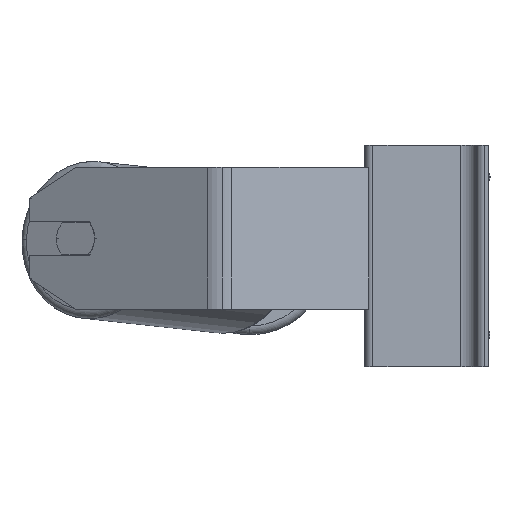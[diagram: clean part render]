
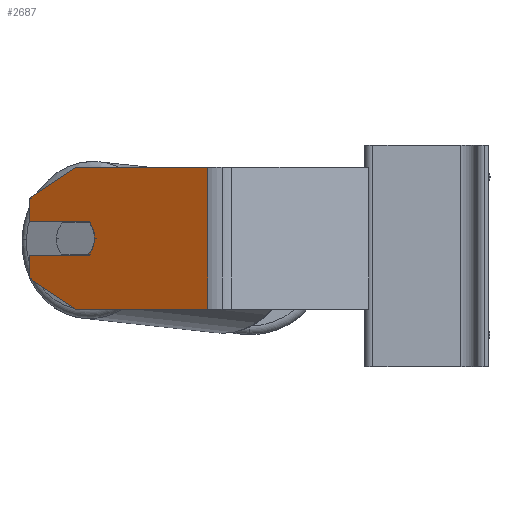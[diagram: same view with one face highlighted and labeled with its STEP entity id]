
A CAD part, left-side view. The second image highlights one B-rep face of the part: STEP entity #2687.
In plain terms, the highlighted planar face has unit normal (-0.866, 0.5, 0).
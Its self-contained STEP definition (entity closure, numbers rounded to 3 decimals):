
#267 = LINE ( 'NONE', #367, #5281 ) ;
#367 = CARTESIAN_POINT ( 'NONE',  ( -256.28, 207.314, -30. ) ) ;
#496 = ORIENTED_EDGE ( 'NONE', *, *, #4612, .T. ) ;
#510 = EDGE_CURVE ( 'NONE', #6864, #4780, #9507, .T. ) ;
#517 = LINE ( 'NONE', #9667, #4626 ) ;
#587 = ORIENTED_EDGE ( 'NONE', *, *, #1751, .F. ) ;
#659 = VERTEX_POINT ( 'NONE', #9085 ) ;
#707 = CARTESIAN_POINT ( 'NONE',  ( -256.28, 207.314, -12.679 ) ) ;
#773 = DIRECTION ( 'NONE',  ( -0.5, -0.866, 0. ) ) ;
#777 = LINE ( 'NONE', #1636, #7744 ) ;
#822 = VERTEX_POINT ( 'NONE', #2121 ) ;
#833 = DIRECTION ( 'NONE',  ( 0.5, 0.866, 0. ) ) ;
#836 = EDGE_LOOP ( 'NONE', ( #1261, #8577, #496, #4314, #1232, #10234, #7181, #4542, #1764, #587, #8765 ) ) ;
#889 = DIRECTION ( 'NONE',  ( 0., 0., -1. ) ) ;
#1070 = DIRECTION ( 'NONE',  ( 0., 0., -1. ) ) ;
#1074 = EDGE_CURVE ( 'NONE', #5157, #2947, #4986, .T. ) ;
#1232 = ORIENTED_EDGE ( 'NONE', *, *, #5161, .F. ) ;
#1261 = ORIENTED_EDGE ( 'NONE', *, *, #1074, .T. ) ;
#1523 = CARTESIAN_POINT ( 'NONE',  ( -256.28, 207.314, 0.5 ) ) ;
#1636 = CARTESIAN_POINT ( 'NONE',  ( -256.28, 207.314, 19.5 ) ) ;
#1741 = FACE_OUTER_BOUND ( 'NONE', #836, .T. ) ;
#1743 = EDGE_CURVE ( 'NONE', #8111, #9643, #3879, .T. ) ;
#1751 = EDGE_CURVE ( 'NONE', #8223, #6864, #2823, .T. ) ;
#1764 = ORIENTED_EDGE ( 'NONE', *, *, #510, .F. ) ;
#2006 = EDGE_CURVE ( 'NONE', #822, #659, #5929, .T. ) ;
#2086 = DIRECTION ( 'NONE',  ( -0.866, 0.5, 0. ) ) ;
#2121 = CARTESIAN_POINT ( 'NONE',  ( -314.429, 106.598, 50. ) ) ;
#2196 = DIRECTION ( 'NONE',  ( -0.5, -0.866, 0. ) ) ;
#2335 = EDGE_CURVE ( 'NONE', #2947, #8662, #5397, .T. ) ;
#2687 = ADVANCED_FACE ( 'NONE', ( #1741 ), #5029, .F. ) ;
#2823 = CIRCLE ( 'NONE', #5775, 12.5 ) ;
#2947 = VERTEX_POINT ( 'NONE', #707 ) ;
#3019 = AXIS2_PLACEMENT_3D ( 'NONE', #8369, #8314, #7007 ) ;
#3353 = VECTOR ( 'NONE', #889, 1000. ) ;
#3432 = CARTESIAN_POINT ( 'NONE',  ( -271.28, 181.334, -30. ) ) ;
#3576 = EDGE_CURVE ( 'NONE', #9304, #8111, #7634, .T. ) ;
#3853 = DIRECTION ( 'NONE',  ( -0.5, -0.866, 0. ) ) ;
#3879 = LINE ( 'NONE', #4677, #10407 ) ;
#4314 = ORIENTED_EDGE ( 'NONE', *, *, #2006, .F. ) ;
#4410 = VECTOR ( 'NONE', #6170, 1000. ) ;
#4542 = ORIENTED_EDGE ( 'NONE', *, *, #7839, .F. ) ;
#4612 = EDGE_CURVE ( 'NONE', #8662, #659, #267, .T. ) ;
#4615 = CARTESIAN_POINT ( 'NONE',  ( -275.342, 174.298, 19.5 ) ) ;
#4626 = VECTOR ( 'NONE', #3853, 1000. ) ;
#4677 = CARTESIAN_POINT ( 'NONE',  ( -256.28, 207.314, 50. ) ) ;
#4754 = CARTESIAN_POINT ( 'NONE',  ( -271.28, 181.334, 50. ) ) ;
#4780 = VERTEX_POINT ( 'NONE', #4615 ) ;
#4986 = LINE ( 'NONE', #5856, #3353 ) ;
#5029 = PLANE ( 'NONE',  #3019 ) ;
#5112 = CARTESIAN_POINT ( 'NONE',  ( -256.28, 207.314, 32.679 ) ) ;
#5157 = VERTEX_POINT ( 'NONE', #1523 ) ;
#5161 = EDGE_CURVE ( 'NONE', #9304, #822, #7284, .T. ) ;
#5281 = VECTOR ( 'NONE', #10074, 1000. ) ;
#5397 = LINE ( 'NONE', #10258, #4410 ) ;
#5548 = DIRECTION ( 'NONE',  ( -0.866, 0.5, 0. ) ) ;
#5775 = AXIS2_PLACEMENT_3D ( 'NONE', #8031, #5548, #8779 ) ;
#5856 = CARTESIAN_POINT ( 'NONE',  ( -256.28, 207.314, 50. ) ) ;
#5929 = LINE ( 'NONE', #7699, #7659 ) ;
#6170 = DIRECTION ( 'NONE',  ( -0.433, -0.75, -0.5 ) ) ;
#6368 = DIRECTION ( 'NONE',  ( 0., 0., -1. ) ) ;
#6419 = CARTESIAN_POINT ( 'NONE',  ( -256.28, 207.314, 19.5 ) ) ;
#6464 = VECTOR ( 'NONE', #8553, 1000. ) ;
#6778 = AXIS2_PLACEMENT_3D ( 'NONE', #10181, #2086, #2196 ) ;
#6864 = VERTEX_POINT ( 'NONE', #6946 ) ;
#6946 = CARTESIAN_POINT ( 'NONE',  ( -277.53, 170.508, 10. ) ) ;
#7007 = DIRECTION ( 'NONE',  ( 0.5, 0.866, 0. ) ) ;
#7181 = ORIENTED_EDGE ( 'NONE', *, *, #1743, .T. ) ;
#7284 = LINE ( 'NONE', #8795, #7697 ) ;
#7634 = LINE ( 'NONE', #5112, #6464 ) ;
#7659 = VECTOR ( 'NONE', #1070, 1000. ) ;
#7697 = VECTOR ( 'NONE', #773, 1000. ) ;
#7699 = CARTESIAN_POINT ( 'NONE',  ( -314.429, 106.598, 50. ) ) ;
#7744 = VECTOR ( 'NONE', #833, 1000. ) ;
#7839 = EDGE_CURVE ( 'NONE', #4780, #9643, #777, .T. ) ;
#8031 = CARTESIAN_POINT ( 'NONE',  ( -271.28, 181.334, 10. ) ) ;
#8111 = VERTEX_POINT ( 'NONE', #9701 ) ;
#8223 = VERTEX_POINT ( 'NONE', #9060 ) ;
#8314 = DIRECTION ( 'NONE',  ( 0.866, -0.5, 0. ) ) ;
#8369 = CARTESIAN_POINT ( 'NONE',  ( -256.28, 207.314, 50. ) ) ;
#8553 = DIRECTION ( 'NONE',  ( 0.433, 0.75, -0.5 ) ) ;
#8577 = ORIENTED_EDGE ( 'NONE', *, *, #2335, .T. ) ;
#8662 = VERTEX_POINT ( 'NONE', #3432 ) ;
#8765 = ORIENTED_EDGE ( 'NONE', *, *, #8800, .F. ) ;
#8779 = DIRECTION ( 'NONE',  ( -0.5, -0.866, 0. ) ) ;
#8795 = CARTESIAN_POINT ( 'NONE',  ( -256.28, 207.314, 50. ) ) ;
#8800 = EDGE_CURVE ( 'NONE', #5157, #8223, #517, .T. ) ;
#9060 = CARTESIAN_POINT ( 'NONE',  ( -275.342, 174.298, 0.5 ) ) ;
#9085 = CARTESIAN_POINT ( 'NONE',  ( -314.429, 106.598, -30. ) ) ;
#9304 = VERTEX_POINT ( 'NONE', #4754 ) ;
#9507 = CIRCLE ( 'NONE', #6778, 12.5 ) ;
#9643 = VERTEX_POINT ( 'NONE', #6419 ) ;
#9667 = CARTESIAN_POINT ( 'NONE',  ( -256.28, 207.314, 0.5 ) ) ;
#9701 = CARTESIAN_POINT ( 'NONE',  ( -256.28, 207.314, 32.679 ) ) ;
#10074 = DIRECTION ( 'NONE',  ( -0.5, -0.866, 0. ) ) ;
#10181 = CARTESIAN_POINT ( 'NONE',  ( -271.28, 181.334, 10. ) ) ;
#10234 = ORIENTED_EDGE ( 'NONE', *, *, #3576, .T. ) ;
#10258 = CARTESIAN_POINT ( 'NONE',  ( -271.28, 181.334, -30. ) ) ;
#10407 = VECTOR ( 'NONE', #6368, 1000. ) ;
